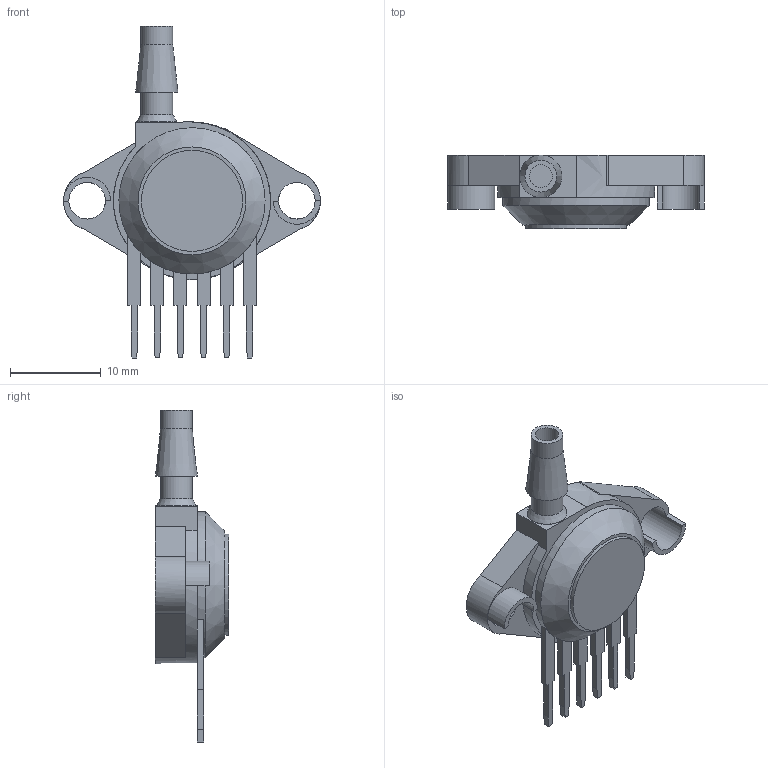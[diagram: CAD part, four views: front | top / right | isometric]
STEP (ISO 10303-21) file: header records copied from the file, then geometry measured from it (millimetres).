
FILE_DESCRIPTION(/* description */ ('Unknown'),/* implementation_level */ '2;1');
FILE_NAME(/* name */ 'MPX5700GP',/* time_stamp */ '2023-05-29T12:43:29+02:00',/* author */ ('Unknown'),/* organization */ ('Unknown'),/* preprocessor_version */ 'ST-DEVELOPER v18.1',/* originating_system */ 'Solid Edge',/* authorisation */ 'Unknown');
FILE_SCHEMA (('AUTOMOTIVE_DESIGN {1 0 10303 214 3 1 1}'));
Length unit declared in the file: millimetre
Products named in the file (1): MPX5700GP
Bounding box: 28.31 x 8.09 x 36.6 mm (x, y, z)
Volume: 2046.4 mm3; surface area: 1573.7 mm2
Topology: 1 solids, 1 shells, 113 faces, 303 edges, 196 vertices
Faces by surface type: plane 96, cylinder 12, cone 5
Full cylindrical faces by diameter (mm): 2.52 x1, 3.511 x2, 4.04 x2, 4.389 x1, 11.152 x1, 16.111 x1
Entity records: 4236 total; most frequent: CARTESIAN_POINT 611, ORIENTED_EDGE 578, DIRECTION 569, EDGE_CURVE 289, LINE 227, VECTOR 227, VERTEX_POINT 193, AXIS2_PLACEMENT_3D 171
